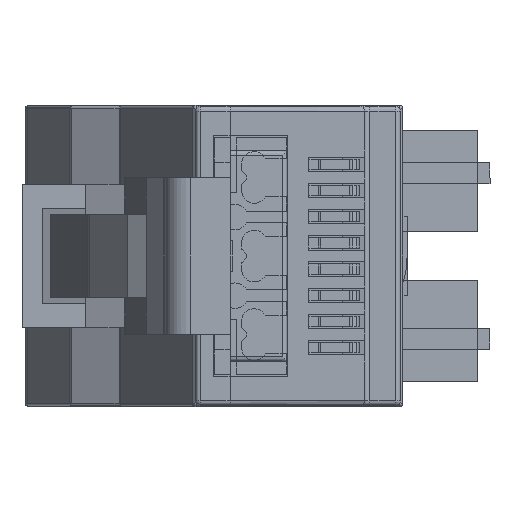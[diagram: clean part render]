
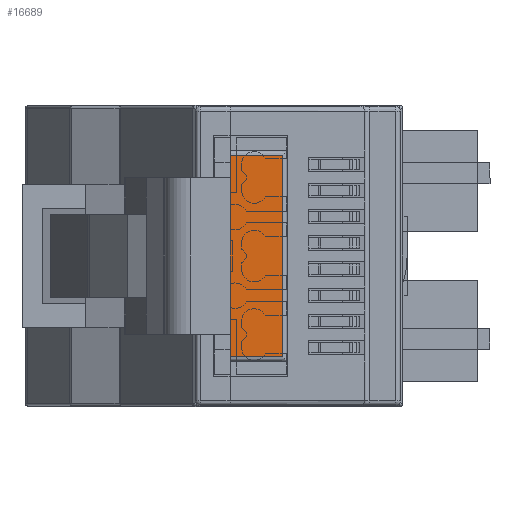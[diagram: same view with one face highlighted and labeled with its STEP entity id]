
A CAD part, left-side view. The second image highlights one B-rep face of the part: STEP entity #16689.
In plain terms, the highlighted face is planar.
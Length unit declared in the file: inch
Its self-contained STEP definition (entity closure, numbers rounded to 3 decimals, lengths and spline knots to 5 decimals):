
#404 = CARTESIAN_POINT ( 'NONE',  ( 0.12008, 0.10394, -0.01181 ) ) ;
#837 = VERTEX_POINT ( 'NONE', #1643 ) ;
#860 = CARTESIAN_POINT ( 'NONE',  ( 0.15453, 0.10394, -0.01181 ) ) ;
#1643 = CARTESIAN_POINT ( 'NONE',  ( -0.15453, 0.02323, -0.01181 ) ) ;
#1671 = DIRECTION ( 'NONE',  ( -1., 0., 0. ) ) ;
#2570 = VERTEX_POINT ( 'NONE', #19950 ) ;
#3335 = VECTOR ( 'NONE', #26357, 39.37008 ) ;
#4414 = EDGE_CURVE ( 'NONE', #15065, #17038, #22878, .T. ) ;
#5604 = VECTOR ( 'NONE', #27853, 39.37008 ) ;
#6147 = VECTOR ( 'NONE', #20344, 39.37008 ) ;
#6239 = FACE_OUTER_BOUND ( 'NONE', #11197, .T. ) ;
#8334 = EDGE_CURVE ( 'NONE', #23878, #2570, #17243, .T. ) ;
#9039 = LINE ( 'NONE', #17606, #3335 ) ;
#9721 = ORIENTED_EDGE ( 'NONE', *, *, #8334, .T. ) ;
#11197 = EDGE_LOOP ( 'NONE', ( #22346, #27423, #25501, #20414, #9721, #14994 ) ) ;
#11719 = DIRECTION ( 'NONE',  ( -1., 0., 0. ) ) ;
#13043 = DIRECTION ( 'NONE',  ( 0., 0., -1. ) ) ;
#13188 = VERTEX_POINT ( 'NONE', #13544 ) ;
#13544 = CARTESIAN_POINT ( 'NONE',  ( 0.15453, 0.02323, -0.01181 ) ) ;
#13609 = EDGE_CURVE ( 'NONE', #17038, #13188, #21491, .T. ) ;
#14994 = ORIENTED_EDGE ( 'NONE', *, *, #21474, .F. ) ;
#15065 = VERTEX_POINT ( 'NONE', #404 ) ;
#15240 = AXIS2_PLACEMENT_3D ( 'NONE', #17531, #13043, #1671 ) ;
#15997 = EDGE_CURVE ( 'NONE', #13188, #837, #24819, .T. ) ;
#16689 = ADVANCED_FACE ( 'NONE', ( #6239 ), #19737, .T. ) ;
#17010 = LINE ( 'NONE', #21002, #5604 ) ;
#17038 = VERTEX_POINT ( 'NONE', #860 ) ;
#17192 = EDGE_CURVE ( 'NONE', #837, #23878, #9039, .T. ) ;
#17243 = LINE ( 'NONE', #19951, #23310 ) ;
#17361 = VECTOR ( 'NONE', #11719, 39.37008 ) ;
#17531 = CARTESIAN_POINT ( 'NONE',  ( 0.1624, 0.01535, -0.01181 ) ) ;
#17606 = CARTESIAN_POINT ( 'NONE',  ( -0.15453, 0.10394, -0.01181 ) ) ;
#18028 = CARTESIAN_POINT ( 'NONE',  ( -0.15453, 0.10394, -0.01181 ) ) ;
#19737 = PLANE ( 'NONE',  #15240 ) ;
#19950 = CARTESIAN_POINT ( 'NONE',  ( -0.12008, 0.10394, -0.01181 ) ) ;
#19951 = CARTESIAN_POINT ( 'NONE',  ( 0.1624, 0.10394, -0.01181 ) ) ;
#20142 = CARTESIAN_POINT ( 'NONE',  ( 0.15453, 0.01535, -0.01181 ) ) ;
#20344 = DIRECTION ( 'NONE',  ( 0., -1., 0. ) ) ;
#20414 = ORIENTED_EDGE ( 'NONE', *, *, #17192, .T. ) ;
#21002 = CARTESIAN_POINT ( 'NONE',  ( 0.12008, 0.10394, -0.01181 ) ) ;
#21474 = EDGE_CURVE ( 'NONE', #15065, #2570, #17010, .T. ) ;
#21491 = LINE ( 'NONE', #20142, #6147 ) ;
#22192 = CARTESIAN_POINT ( 'NONE',  ( -0.1624, 0.02323, -0.01181 ) ) ;
#22346 = ORIENTED_EDGE ( 'NONE', *, *, #4414, .T. ) ;
#22547 = DIRECTION ( 'NONE',  ( 1., 0., 0. ) ) ;
#22878 = LINE ( 'NONE', #29572, #27448 ) ;
#23310 = VECTOR ( 'NONE', #28600, 39.37008 ) ;
#23878 = VERTEX_POINT ( 'NONE', #18028 ) ;
#24819 = LINE ( 'NONE', #22192, #17361 ) ;
#25501 = ORIENTED_EDGE ( 'NONE', *, *, #15997, .T. ) ;
#26357 = DIRECTION ( 'NONE',  ( 0., 1., 0. ) ) ;
#27423 = ORIENTED_EDGE ( 'NONE', *, *, #13609, .T. ) ;
#27448 = VECTOR ( 'NONE', #22547, 39.37008 ) ;
#27853 = DIRECTION ( 'NONE',  ( -1., 0., 0. ) ) ;
#28600 = DIRECTION ( 'NONE',  ( 1., 0., 0. ) ) ;
#29572 = CARTESIAN_POINT ( 'NONE',  ( 0.1624, 0.10394, -0.01181 ) ) ;
